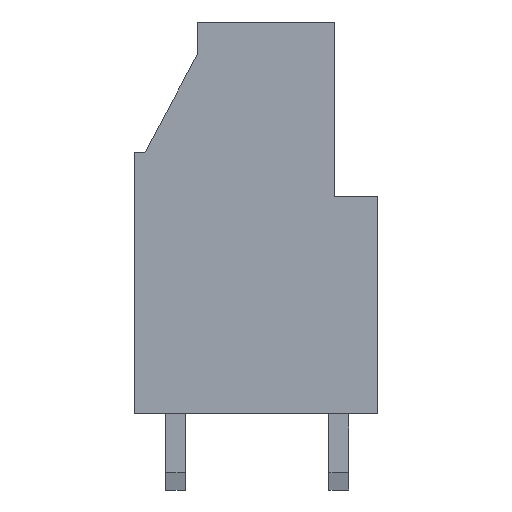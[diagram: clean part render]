
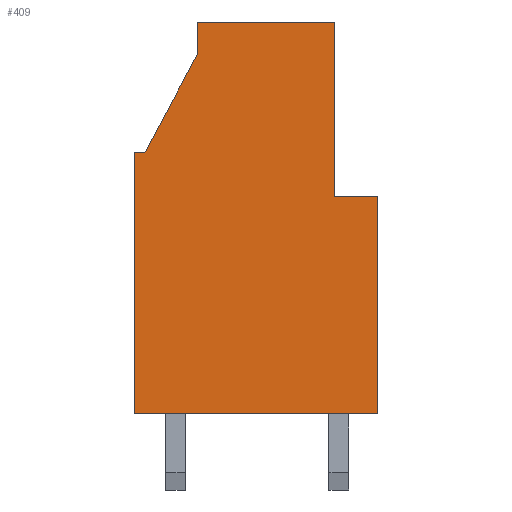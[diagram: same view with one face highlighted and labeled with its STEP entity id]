
A CAD part, front view. The second image highlights one B-rep face of the part: STEP entity #409.
In plain terms, the highlighted planar face has unit normal (0, -1, 0).
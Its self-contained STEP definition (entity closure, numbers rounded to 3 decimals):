
#409 = ADVANCED_FACE( '', ( #924 ), #925, .F. );
#924 = FACE_OUTER_BOUND( '', #1571, .T. );
#925 = PLANE( '', #1572 );
#1571 = EDGE_LOOP( '', ( #2623, #2624, #2625, #2626, #2627, #2628, #2629, #2630, #2631 ) );
#1572 = AXIS2_PLACEMENT_3D( '', #2632, #2633, #2634 );
#2623 = ORIENTED_EDGE( '', *, *, #4338, .F. );
#2624 = ORIENTED_EDGE( '', *, *, #4339, .T. );
#2625 = ORIENTED_EDGE( '', *, *, #4340, .F. );
#2626 = ORIENTED_EDGE( '', *, *, #4341, .F. );
#2627 = ORIENTED_EDGE( '', *, *, #4342, .F. );
#2628 = ORIENTED_EDGE( '', *, *, #4343, .T. );
#2629 = ORIENTED_EDGE( '', *, *, #4306, .T. );
#2630 = ORIENTED_EDGE( '', *, *, #4344, .T. );
#2631 = ORIENTED_EDGE( '', *, *, #4297, .F. );
#2632 = CARTESIAN_POINT( '', ( 12.134, -2.54, 19.8 ) );
#2633 = DIRECTION( '', ( 0., 1., 0. ) );
#2634 = DIRECTION( '', ( -1., 0., 0. ) );
#4297 = EDGE_CURVE( '', #5313, #5315, #5316, .T. );
#4306 = EDGE_CURVE( '', #5328, #5326, #5329, .T. );
#4338 = EDGE_CURVE( '', #5379, #5313, #5380, .T. );
#4339 = EDGE_CURVE( '', #5379, #5381, #5382, .T. );
#4340 = EDGE_CURVE( '', #5383, #5381, #5384, .T. );
#4341 = EDGE_CURVE( '', #5385, #5383, #5386, .T. );
#4342 = EDGE_CURVE( '', #5387, #5385, #5388, .T. );
#4343 = EDGE_CURVE( '', #5387, #5328, #5389, .T. );
#4344 = EDGE_CURVE( '', #5326, #5315, #5390, .T. );
#5313 = VERTEX_POINT( '', #6723 );
#5315 = VERTEX_POINT( '', #6726 );
#5316 = LINE( '', #6727, #6728 );
#5326 = VERTEX_POINT( '', #6744 );
#5328 = VERTEX_POINT( '', #6747 );
#5329 = LINE( '', #6748, #6749 );
#5379 = VERTEX_POINT( '', #6823 );
#5380 = LINE( '', #6824, #6825 );
#5381 = VERTEX_POINT( '', #6826 );
#5382 = LINE( '', #6827, #6828 );
#5383 = VERTEX_POINT( '', #6829 );
#5384 = LINE( '', #6830, #6831 );
#5385 = VERTEX_POINT( '', #6832 );
#5386 = LINE( '', #6833, #6834 );
#5387 = VERTEX_POINT( '', #6835 );
#5388 = LINE( '', #6836, #6837 );
#5389 = LINE( '', #6838, #6839 );
#5390 = LINE( '', #6840, #6841 );
#6723 = CARTESIAN_POINT( '', ( 9.2, -2.54, 10. ) );
#6726 = CARTESIAN_POINT( '', ( 11.2, -2.54, 10. ) );
#6727 = CARTESIAN_POINT( '', ( 9.038, -2.54, 10. ) );
#6728 = VECTOR( '', #7873, 1000. );
#6744 = CARTESIAN_POINT( '', ( 11.2, -2.54, 0. ) );
#6747 = CARTESIAN_POINT( '', ( 0., -2.54, 0. ) );
#6748 = CARTESIAN_POINT( '', ( 5.35, -2.54, 0. ) );
#6749 = VECTOR( '', #7881, 1000. );
#6823 = CARTESIAN_POINT( '', ( 9.2, -2.54, 18. ) );
#6824 = CARTESIAN_POINT( '', ( 9.2, -2.54, 18. ) );
#6825 = VECTOR( '', #7906, 1000. );
#6826 = CARTESIAN_POINT( '', ( 2.9, -2.54, 18. ) );
#6827 = CARTESIAN_POINT( '', ( 5.35, -2.54, 18. ) );
#6828 = VECTOR( '', #7907, 1000. );
#6829 = CARTESIAN_POINT( '', ( 2.9, -2.54, 16.5 ) );
#6830 = CARTESIAN_POINT( '', ( 2.9, -2.54, -1. ) );
#6831 = VECTOR( '', #7908, 1000. );
#6832 = CARTESIAN_POINT( '', ( 0.5, -2.54, 12. ) );
#6833 = CARTESIAN_POINT( '', ( -6.433, -2.54, -1. ) );
#6834 = VECTOR( '', #7909, 1000. );
#6835 = CARTESIAN_POINT( '', ( 0., -2.54, 12. ) );
#6836 = CARTESIAN_POINT( '', ( 5.35, -2.54, 12. ) );
#6837 = VECTOR( '', #7910, 1000. );
#6838 = CARTESIAN_POINT( '', ( 0., -2.54, -1. ) );
#6839 = VECTOR( '', #7911, 1000. );
#6840 = CARTESIAN_POINT( '', ( 11.2, -2.54, -1. ) );
#6841 = VECTOR( '', #7912, 1000. );
#7873 = DIRECTION( '', ( 1., 0., 0. ) );
#7881 = DIRECTION( '', ( 1., 0., 0. ) );
#7906 = DIRECTION( '', ( 0., 0., -1. ) );
#7907 = DIRECTION( '', ( -1., 0., 0. ) );
#7908 = DIRECTION( '', ( 0., 0., 1. ) );
#7909 = DIRECTION( '', ( 0.471, 0., 0.882 ) );
#7910 = DIRECTION( '', ( 1., 0., 0. ) );
#7911 = DIRECTION( '', ( 0., 0., -1. ) );
#7912 = DIRECTION( '', ( 0., 0., 1. ) );
